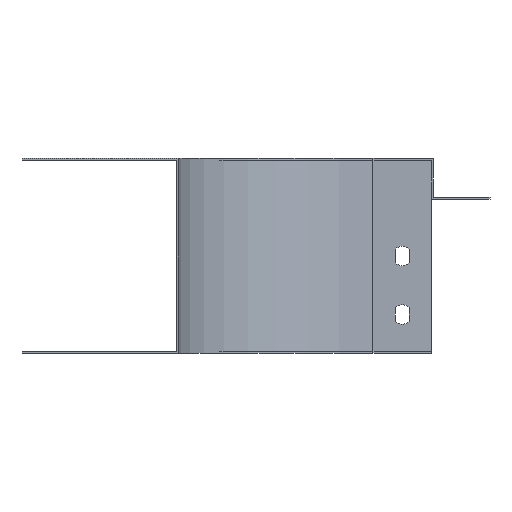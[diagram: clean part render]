
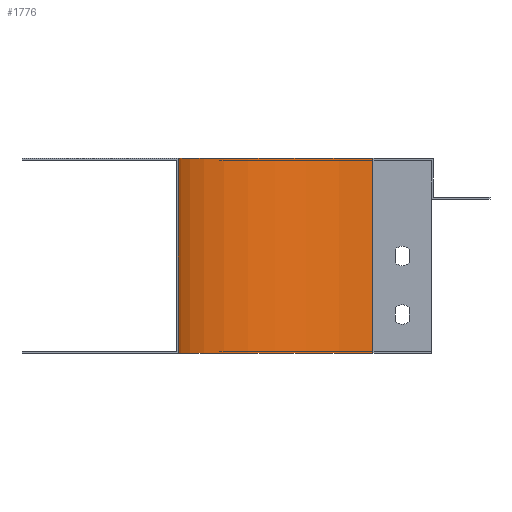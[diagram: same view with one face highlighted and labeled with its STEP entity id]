
A CAD part, left-side view. The second image highlights one B-rep face of the part: STEP entity #1776.
In plain terms, the highlighted cylindrical face has radius 100 mm (diameter 200 mm), a partial arc.
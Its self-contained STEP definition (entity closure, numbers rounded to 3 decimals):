
#47 = AXIS2_PLACEMENT_3D ( 'NONE', #552, #585, #582 ) ;
#49 = AXIS2_PLACEMENT_3D ( 'NONE', #561, #560, #559 ) ;
#180 = AXIS2_PLACEMENT_3D ( 'NONE', #1265, #1264, #1262 ) ;
#213 = EDGE_LOOP ( 'NONE', ( #242, #241, #244, #249 ) ) ;
#241 = ORIENTED_EDGE ( 'NONE', *, *, #490, .T. ) ;
#242 = ORIENTED_EDGE ( 'NONE', *, *, #444, .T. ) ;
#244 = ORIENTED_EDGE ( 'NONE', *, *, #491, .F. ) ;
#249 = ORIENTED_EDGE ( 'NONE', *, *, #492, .F. ) ;
#444 = EDGE_CURVE ( 'NONE', #2219, #2213, #1533, .T. ) ;
#490 = EDGE_CURVE ( 'NONE', #2213, #2174, #1613, .T. ) ;
#491 = EDGE_CURVE ( 'NONE', #2172, #2174, #1615, .T. ) ;
#492 = EDGE_CURVE ( 'NONE', #2219, #2172, #1616, .T. ) ;
#552 = CARTESIAN_POINT ( 'NONE',  ( -100., 30., 1. ) ) ;
#556 = CARTESIAN_POINT ( 'NONE',  ( 0., 30., 1. ) ) ;
#557 = DIRECTION ( 'NONE',  ( 0., 0., -1. ) ) ;
#559 = DIRECTION ( 'NONE',  ( -1., 0., 0. ) ) ;
#560 = DIRECTION ( 'NONE',  ( 0., 0., -1. ) ) ;
#561 = CARTESIAN_POINT ( 'NONE',  ( -100., 30., -99. ) ) ;
#582 = DIRECTION ( 'NONE',  ( -1., 0., 0. ) ) ;
#585 = DIRECTION ( 'NONE',  ( 0., 0., -1. ) ) ;
#789 = FACE_OUTER_BOUND ( 'NONE', #213, .T. ) ;
#794 = CYLINDRICAL_SURFACE ( 'NONE', #180, 100. ) ;
#1262 = DIRECTION ( 'NONE',  ( -1., 0., 0. ) ) ;
#1264 = DIRECTION ( 'NONE',  ( 0., 0., -1. ) ) ;
#1265 = CARTESIAN_POINT ( 'NONE',  ( -100., 30., 1. ) ) ;
#1457 = CARTESIAN_POINT ( 'NONE',  ( 0., 30., 1. ) ) ;
#1459 = CARTESIAN_POINT ( 'NONE',  ( 0., 30., -99. ) ) ;
#1498 = CARTESIAN_POINT ( 'NONE',  ( -100., 130., -99. ) ) ;
#1504 = CARTESIAN_POINT ( 'NONE',  ( -100., 130., 1. ) ) ;
#1533 = LINE ( 'NONE', #1735, #1536 ) ;
#1536 = VECTOR ( 'NONE', #1716, 1000. ) ;
#1613 = CIRCLE ( 'NONE', #49, 100. ) ;
#1615 = LINE ( 'NONE', #556, #1617 ) ;
#1616 = CIRCLE ( 'NONE', #47, 100. ) ;
#1617 = VECTOR ( 'NONE', #557, 1000. ) ;
#1716 = DIRECTION ( 'NONE',  ( 0., 0., -1. ) ) ;
#1735 = CARTESIAN_POINT ( 'NONE',  ( -100., 130., 1. ) ) ;
#1776 = ADVANCED_FACE ( 'NONE', ( #789 ), #794, .F. ) ;
#2172 = VERTEX_POINT ( 'NONE', #1457 ) ;
#2174 = VERTEX_POINT ( 'NONE', #1459 ) ;
#2213 = VERTEX_POINT ( 'NONE', #1498 ) ;
#2219 = VERTEX_POINT ( 'NONE', #1504 ) ;
